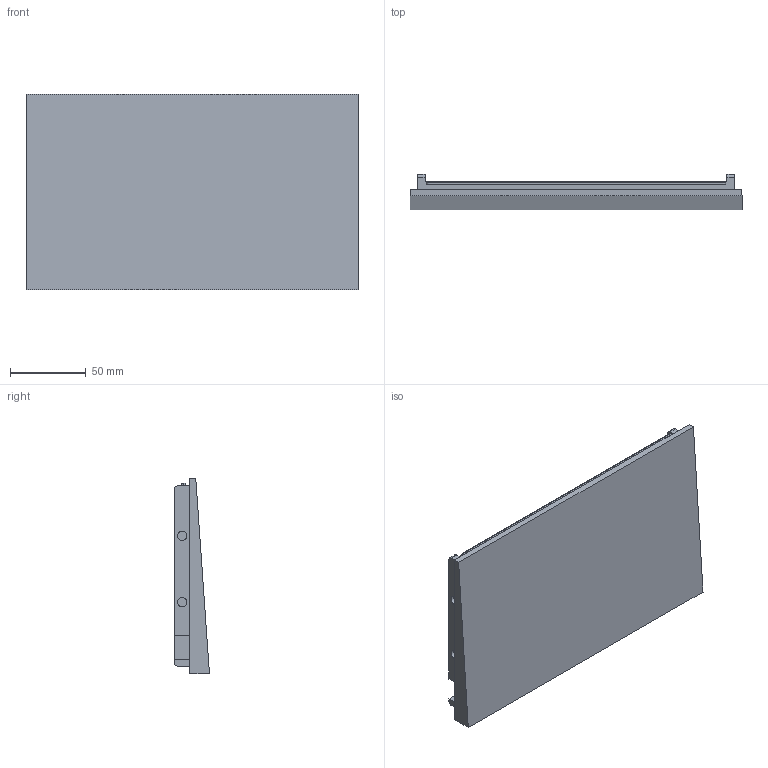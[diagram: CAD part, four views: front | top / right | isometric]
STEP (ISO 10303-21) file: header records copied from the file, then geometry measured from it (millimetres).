
FILE_DESCRIPTION(/* description */ (''),/* implementation_level */ '2;1');
FILE_NAME(/* name */ 'ckb_case_bottom v6.step',/* time_stamp */ '2024-01-25T05:48:40+09:00',/* author */ (''),/* organization */ (''),/* preprocessor_version */ 'ST-DEVELOPER v20',/* originating_system */ 'Autodesk Translation Framework v12.14.0.127',/* authorisation */ '');
FILE_SCHEMA (('AUTOMOTIVE_DESIGN { 1 0 10303 214 3 1 1 }'));
Length unit declared in the file: millimetre
Products named in the file (1): ckb_case_bottom
Bounding box: 219.22 x 23.02 x 128.98 mm (x, y, z)
Volume: 117060.3 mm3; surface area: 79571.1 mm2
Topology: 1 solids, 1 shells, 154 faces, 416 edges, 276 vertices
Faces by surface type: plane 141, cylinder 11, bspline 2
Full cylindrical faces by diameter (mm): 6.2 x4
Entity records: 4811 total; most frequent: CARTESIAN_POINT 881, ORIENTED_EDGE 832, DIRECTION 744, EDGE_CURVE 416, LINE 390, VECTOR 390, VERTEX_POINT 276, AXIS2_PLACEMENT_3D 177
